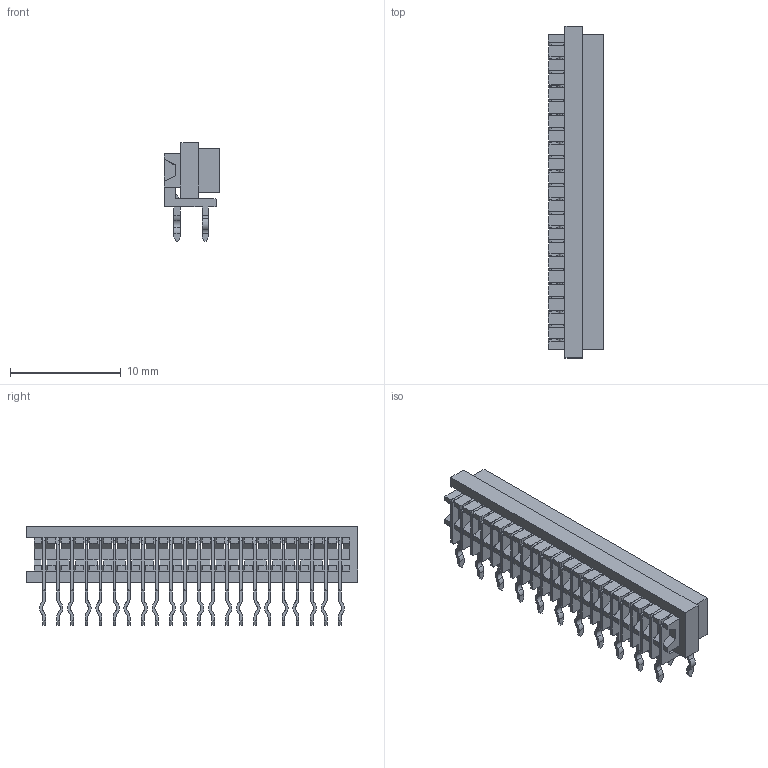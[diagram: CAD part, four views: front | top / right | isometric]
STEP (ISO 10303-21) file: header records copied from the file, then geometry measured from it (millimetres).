
FILE_DESCRIPTION(/* description */ ('Unknown'),/* implementation_level */ '2;1');
FILE_NAME(/* name */ 'J_Wurth_WR-MM_690368172272',/* time_stamp */ '2025-05-09T09:29:23+08:00',/* author */ ('Unknown'),/* organization */ ('Unknown'),/* preprocessor_version */ 'ST-DEVELOPER v19.4',/* originating_system */ 'Solid Edge',/* authorisation */ 'Unknown');
FILE_SCHEMA (('AUTOMOTIVE_DESIGN {1 0 10303 214 3 1 1}'));
Products named in the file (2): J_Wurth_WR-MM_690368172272
Assembly tree (1 placements, depth 2):
  J_Wurth_WR-MM_690368172272
    J_Wurth_WR-MM_690368172272
Bounding box: 5 x 29.94 x 8.9 mm (x, y, z)
Volume: 541.3 mm3; surface area: 2061 mm2
Topology: 23 solids, 23 shells, 1958 faces, 5624 edges, 3690 vertices
Faces by surface type: plane 1408, cylinder 550
Entity records: 63900 total; most frequent: CARTESIAN_POINT 11274, ORIENTED_EDGE 11248, DIRECTION 10644, EDGE_CURVE 5624, LINE 4524, VECTOR 4524, VERTEX_POINT 3690, AXIS2_PLACEMENT_3D 3060
